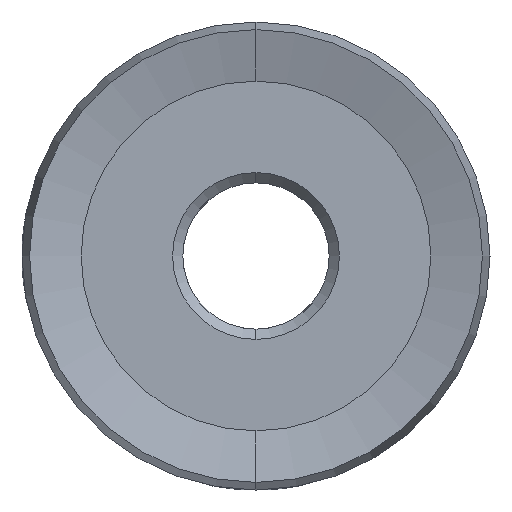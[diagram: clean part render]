
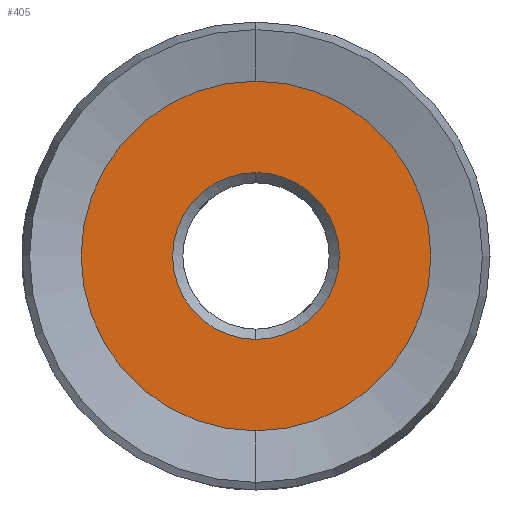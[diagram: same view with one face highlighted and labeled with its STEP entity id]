
A CAD part, left-side view. The second image highlights one B-rep face of the part: STEP entity #405.
In plain terms, the highlighted planar face has unit normal (-1, 0, 0).
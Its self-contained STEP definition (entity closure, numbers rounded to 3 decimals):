
#379 = AXIS2_PLACEMENT_3D ( 'NONE', #5065, #4030, #5703 ) ;
#405 = ADVANCED_FACE ( 'NONE', ( #4551, #5138 ), #3498, .T. ) ;
#673 = ORIENTED_EDGE ( 'NONE', *, *, #1628, .F. ) ;
#791 = ORIENTED_EDGE ( 'NONE', *, *, #6275, .F. ) ;
#1132 = ORIENTED_EDGE ( 'NONE', *, *, #2009, .T. ) ;
#1607 = AXIS2_PLACEMENT_3D ( 'NONE', #4404, #1773, #3916 ) ;
#1628 = EDGE_CURVE ( 'NONE', #2219, #4957, #6427, .T. ) ;
#1773 = DIRECTION ( 'NONE',  ( -1., 0., 0. ) ) ;
#2009 = EDGE_CURVE ( 'NONE', #2932, #4666, #4638, .T. ) ;
#2219 = VERTEX_POINT ( 'NONE', #2647 ) ;
#2442 = CIRCLE ( 'NONE', #6235, 2.85 ) ;
#2647 = CARTESIAN_POINT ( 'NONE',  ( -7.428, -2.5, 2.85 ) ) ;
#2820 = AXIS2_PLACEMENT_3D ( 'NONE', #3070, #4621, #5063 ) ;
#2932 = VERTEX_POINT ( 'NONE', #5076 ) ;
#3070 = CARTESIAN_POINT ( 'NONE',  ( -7.428, 0., 0. ) ) ;
#3243 = EDGE_LOOP ( 'NONE', ( #1132, #6385 ) ) ;
#3309 = DIRECTION ( 'NONE',  ( -1., 0., 0. ) ) ;
#3356 = CIRCLE ( 'NONE', #3800, 5.978 ) ;
#3498 = PLANE ( 'NONE',  #2820 ) ;
#3800 = AXIS2_PLACEMENT_3D ( 'NONE', #5142, #4654, #5739 ) ;
#3916 = DIRECTION ( 'NONE',  ( 0., 0., 1. ) ) ;
#4030 = DIRECTION ( 'NONE',  ( -1., 0., 0. ) ) ;
#4088 = CARTESIAN_POINT ( 'NONE',  ( -7.428, -2.5, -5.978 ) ) ;
#4404 = CARTESIAN_POINT ( 'NONE',  ( -7.428, -2.5, 0. ) ) ;
#4551 = FACE_OUTER_BOUND ( 'NONE', #3243, .T. ) ;
#4621 = DIRECTION ( 'NONE',  ( -1., 0., 0. ) ) ;
#4638 = CIRCLE ( 'NONE', #1607, 5.978 ) ;
#4654 = DIRECTION ( 'NONE',  ( -1., 0., 0. ) ) ;
#4666 = VERTEX_POINT ( 'NONE', #4088 ) ;
#4850 = EDGE_LOOP ( 'NONE', ( #673, #791 ) ) ;
#4957 = VERTEX_POINT ( 'NONE', #5519 ) ;
#4985 = DIRECTION ( 'NONE',  ( 0., 0., 1. ) ) ;
#5063 = DIRECTION ( 'NONE',  ( 0., 0., 1. ) ) ;
#5065 = CARTESIAN_POINT ( 'NONE',  ( -7.428, -2.5, 0. ) ) ;
#5076 = CARTESIAN_POINT ( 'NONE',  ( -7.428, -2.5, 5.978 ) ) ;
#5138 = FACE_BOUND ( 'NONE', #4850, .T. ) ;
#5142 = CARTESIAN_POINT ( 'NONE',  ( -7.428, -2.5, 0. ) ) ;
#5519 = CARTESIAN_POINT ( 'NONE',  ( -7.428, -2.5, -2.85 ) ) ;
#5612 = EDGE_CURVE ( 'NONE', #4666, #2932, #3356, .T. ) ;
#5703 = DIRECTION ( 'NONE',  ( 0., 0., 1. ) ) ;
#5739 = DIRECTION ( 'NONE',  ( 0., 0., 1. ) ) ;
#6235 = AXIS2_PLACEMENT_3D ( 'NONE', #6490, #3309, #4985 ) ;
#6275 = EDGE_CURVE ( 'NONE', #4957, #2219, #2442, .T. ) ;
#6385 = ORIENTED_EDGE ( 'NONE', *, *, #5612, .T. ) ;
#6427 = CIRCLE ( 'NONE', #379, 2.85 ) ;
#6490 = CARTESIAN_POINT ( 'NONE',  ( -7.428, -2.5, 0. ) ) ;
